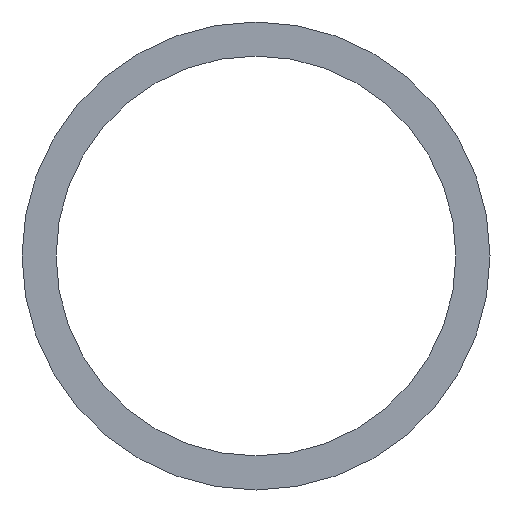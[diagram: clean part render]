
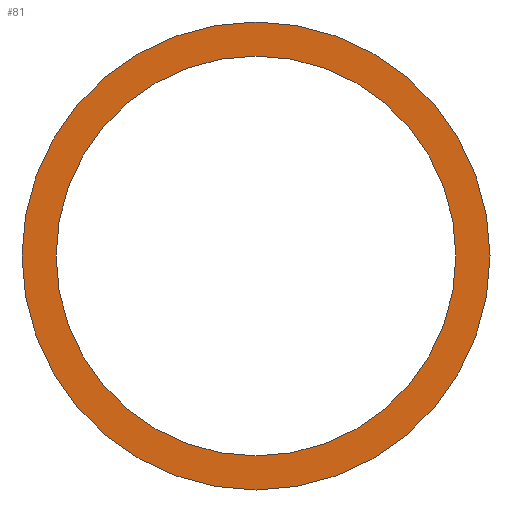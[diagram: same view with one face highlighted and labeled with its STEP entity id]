
A CAD part, front view. The second image highlights one B-rep face of the part: STEP entity #81.
In plain terms, the highlighted planar face has unit normal (0, -1, 0).
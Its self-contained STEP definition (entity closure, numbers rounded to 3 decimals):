
#2 = CARTESIAN_POINT ( 'NONE',  ( 0., 0., 0. ) ) ;
#4 = EDGE_CURVE ( 'NONE', #28, #92, #167, .T. ) ;
#18 = CARTESIAN_POINT ( 'NONE',  ( 0., 0., 0. ) ) ;
#19 = AXIS2_PLACEMENT_3D ( 'NONE', #18, #164, #66 ) ;
#21 = DIRECTION ( 'NONE',  ( 0., 0., 1. ) ) ;
#25 = AXIS2_PLACEMENT_3D ( 'NONE', #56, #40, #120 ) ;
#28 = VERTEX_POINT ( 'NONE', #193 ) ;
#40 = DIRECTION ( 'NONE',  ( 0., 1., 0. ) ) ;
#42 = AXIS2_PLACEMENT_3D ( 'NONE', #2, #173, #21 ) ;
#50 = PLANE ( 'NONE',  #65 ) ;
#53 = CARTESIAN_POINT ( 'NONE',  ( 0., 0., 0. ) ) ;
#56 = CARTESIAN_POINT ( 'NONE',  ( 0., 0., 0. ) ) ;
#64 = ORIENTED_EDGE ( 'NONE', *, *, #4, .F. ) ;
#65 = AXIS2_PLACEMENT_3D ( 'NONE', #168, #132, #135 ) ;
#66 = DIRECTION ( 'NONE',  ( 0., 0., 1. ) ) ;
#68 = EDGE_LOOP ( 'NONE', ( #64, #111 ) ) ;
#74 = CARTESIAN_POINT ( 'NONE',  ( 0., 0., -11.75 ) ) ;
#77 = ORIENTED_EDGE ( 'NONE', *, *, #163, .T. ) ;
#78 = EDGE_CURVE ( 'NONE', #161, #113, #127, .T. ) ;
#80 = CIRCLE ( 'NONE', #25, 13.75 ) ;
#81 = ADVANCED_FACE ( 'NONE', ( #210, #178 ), #50, .F. ) ;
#92 = VERTEX_POINT ( 'NONE', #209 ) ;
#111 = ORIENTED_EDGE ( 'NONE', *, *, #118, .F. ) ;
#113 = VERTEX_POINT ( 'NONE', #212 ) ;
#114 = DIRECTION ( 'NONE',  ( 0., 1., 0. ) ) ;
#118 = EDGE_CURVE ( 'NONE', #92, #28, #80, .T. ) ;
#120 = DIRECTION ( 'NONE',  ( 0., 0., 1. ) ) ;
#127 = CIRCLE ( 'NONE', #19, 11.75 ) ;
#129 = ORIENTED_EDGE ( 'NONE', *, *, #78, .T. ) ;
#132 = DIRECTION ( 'NONE',  ( 0., 1., 0. ) ) ;
#135 = DIRECTION ( 'NONE',  ( 0., 0., 1. ) ) ;
#145 = CIRCLE ( 'NONE', #42, 11.75 ) ;
#161 = VERTEX_POINT ( 'NONE', #74 ) ;
#163 = EDGE_CURVE ( 'NONE', #113, #161, #145, .T. ) ;
#164 = DIRECTION ( 'NONE',  ( 0., 1., 0. ) ) ;
#167 = CIRCLE ( 'NONE', #176, 13.75 ) ;
#168 = CARTESIAN_POINT ( 'NONE',  ( 0., 0., 0. ) ) ;
#173 = DIRECTION ( 'NONE',  ( 0., 1., 0. ) ) ;
#176 = AXIS2_PLACEMENT_3D ( 'NONE', #53, #114, #184 ) ;
#178 = FACE_BOUND ( 'NONE', #194, .T. ) ;
#184 = DIRECTION ( 'NONE',  ( 0., 0., 1. ) ) ;
#193 = CARTESIAN_POINT ( 'NONE',  ( 0., 0., -13.75 ) ) ;
#194 = EDGE_LOOP ( 'NONE', ( #129, #77 ) ) ;
#209 = CARTESIAN_POINT ( 'NONE',  ( 0., 0., 13.75 ) ) ;
#210 = FACE_OUTER_BOUND ( 'NONE', #68, .T. ) ;
#212 = CARTESIAN_POINT ( 'NONE',  ( 0., 0., 11.75 ) ) ;
